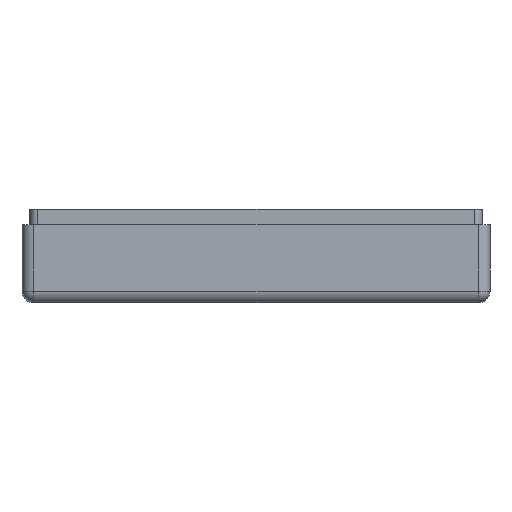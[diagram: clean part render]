
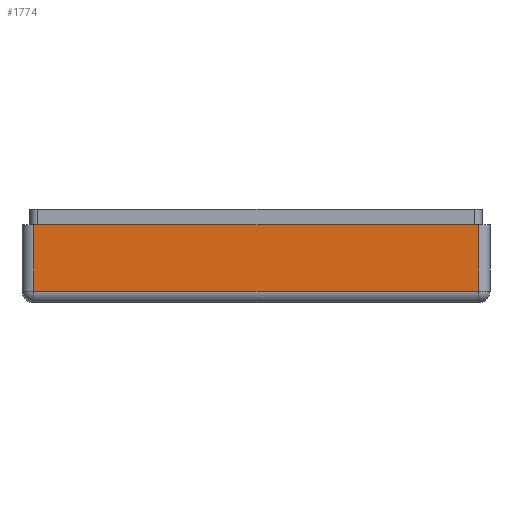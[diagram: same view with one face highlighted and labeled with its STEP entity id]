
A CAD part, left-side view. The second image highlights one B-rep face of the part: STEP entity #1774.
In plain terms, the highlighted planar face has unit normal (-1, 0, 0).
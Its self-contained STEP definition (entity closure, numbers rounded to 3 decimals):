
#1365=CARTESIAN_POINT('',(-50.,28.5,10.));
#1366=VERTEX_POINT('',#1365);
#1374=CARTESIAN_POINT('',(-50.,-28.5,10.));
#1375=VERTEX_POINT('',#1374);
#1376=CARTESIAN_POINT('',(-50.,28.5,10.));
#1377=DIRECTION('',(0.,-1.,0.));
#1378=VECTOR('',#1377,57.);
#1379=LINE('',#1376,#1378);
#1380=EDGE_CURVE('',#1366,#1375,#1379,.T.);
#1744=CARTESIAN_POINT('',(-50.,-30.,2.));
#1745=DIRECTION('',(1.,0.,0.));
#1746=DIRECTION('',(0.,0.,-1.));
#1747=AXIS2_PLACEMENT_3D('',#1744,#1745,#1746);
#1748=PLANE('',#1747);
#1749=CARTESIAN_POINT('',(-50.,28.5,1.5));
#1750=VERTEX_POINT('',#1749);
#1751=CARTESIAN_POINT('',(-50.,28.5,10.));
#1752=DIRECTION('',(0.,0.,-1.));
#1753=VECTOR('',#1752,8.5);
#1754=LINE('',#1751,#1753);
#1755=EDGE_CURVE('',#1366,#1750,#1754,.T.);
#1756=ORIENTED_EDGE('',*,*,#1755,.T.);
#1757=CARTESIAN_POINT('',(-50.,-28.5,1.5));
#1758=VERTEX_POINT('',#1757);
#1759=CARTESIAN_POINT('',(-50.,28.5,1.5));
#1760=DIRECTION('',(0.,-1.,0.));
#1761=VECTOR('',#1760,57.);
#1762=LINE('',#1759,#1761);
#1763=EDGE_CURVE('',#1750,#1758,#1762,.T.);
#1764=ORIENTED_EDGE('',*,*,#1763,.T.);
#1765=CARTESIAN_POINT('',(-50.,-28.5,1.5));
#1766=DIRECTION('',(-0.,-0.,1.));
#1767=VECTOR('',#1766,8.5);
#1768=LINE('',#1765,#1767);
#1769=EDGE_CURVE('',#1758,#1375,#1768,.T.);
#1770=ORIENTED_EDGE('',*,*,#1769,.T.);
#1771=ORIENTED_EDGE('',*,*,#1380,.F.);
#1772=EDGE_LOOP('',(#1756,#1764,#1770,#1771));
#1773=FACE_BOUND('',#1772,.T.);
#1774=ADVANCED_FACE('',(#1773),#1748,.F.);
